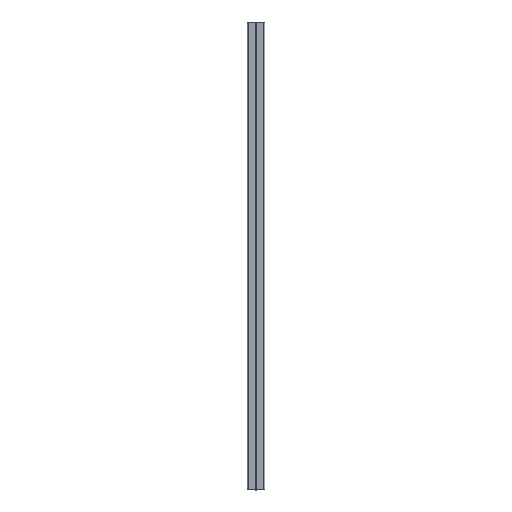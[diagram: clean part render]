
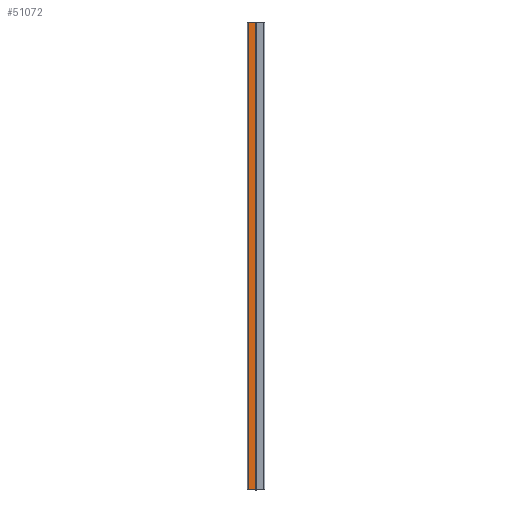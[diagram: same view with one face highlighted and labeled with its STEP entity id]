
A CAD part, left-side view. The second image highlights one B-rep face of the part: STEP entity #51072.
In plain terms, the highlighted planar face has unit normal (-1, 0, 0).
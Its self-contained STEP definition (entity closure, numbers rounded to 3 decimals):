
#44 = EDGE_CURVE ( 'NONE', #28390, #50896, #12851, .T. ) ;
#1197 = VECTOR ( 'NONE', #46703, 1000. ) ;
#1672 = VECTOR ( 'NONE', #19009, 1000. ) ;
#2002 = VERTEX_POINT ( 'NONE', #40457 ) ;
#5062 = ORIENTED_EDGE ( 'NONE', *, *, #54695, .F. ) ;
#6082 = LINE ( 'NONE', #30804, #42480 ) ;
#7194 = DIRECTION ( 'NONE',  ( 0., 0., -1. ) ) ;
#9907 = CARTESIAN_POINT ( 'NONE',  ( -20.5, 2.25, 0. ) ) ;
#11881 = VECTOR ( 'NONE', #33618, 1000. ) ;
#12851 = LINE ( 'NONE', #16017, #1197 ) ;
#14209 = EDGE_CURVE ( 'NONE', #2002, #28390, #56471, .T. ) ;
#16017 = CARTESIAN_POINT ( 'NONE',  ( -20.5, 0., 0. ) ) ;
#16205 = CARTESIAN_POINT ( 'NONE',  ( -20.5, 0., -550. ) ) ;
#16294 = AXIS2_PLACEMENT_3D ( 'NONE', #16205, #29244, #7194 ) ;
#17152 = ORIENTED_EDGE ( 'NONE', *, *, #44, .T. ) ;
#19009 = DIRECTION ( 'NONE',  ( 0., 1., 0. ) ) ;
#21670 = EDGE_LOOP ( 'NONE', ( #17152, #30267, #5062, #46410 ) ) ;
#24896 = EDGE_CURVE ( 'NONE', #52384, #50896, #6082, .T. ) ;
#27240 = CARTESIAN_POINT ( 'NONE',  ( -20.5, 0., -1100. ) ) ;
#28390 = VERTEX_POINT ( 'NONE', #9907 ) ;
#29244 = DIRECTION ( 'NONE',  ( 1., 0., 0. ) ) ;
#30267 = ORIENTED_EDGE ( 'NONE', *, *, #24896, .F. ) ;
#30804 = CARTESIAN_POINT ( 'NONE',  ( -20.5, 18.75, -550. ) ) ;
#33618 = DIRECTION ( 'NONE',  ( 0., 0., 1. ) ) ;
#38241 = CARTESIAN_POINT ( 'NONE',  ( -20.5, 2.25, -550. ) ) ;
#40457 = CARTESIAN_POINT ( 'NONE',  ( -20.5, 2.25, -1100. ) ) ;
#42480 = VECTOR ( 'NONE', #53228, 1000. ) ;
#43854 = CARTESIAN_POINT ( 'NONE',  ( -20.5, 18.75, 0. ) ) ;
#46322 = CARTESIAN_POINT ( 'NONE',  ( -20.5, 18.75, -1100. ) ) ;
#46410 = ORIENTED_EDGE ( 'NONE', *, *, #14209, .T. ) ;
#46703 = DIRECTION ( 'NONE',  ( 0., 1., 0. ) ) ;
#47083 = PLANE ( 'NONE',  #16294 ) ;
#49557 = FACE_OUTER_BOUND ( 'NONE', #21670, .T. ) ;
#50896 = VERTEX_POINT ( 'NONE', #43854 ) ;
#51072 = ADVANCED_FACE ( 'NONE', ( #49557 ), #47083, .F. ) ;
#51105 = LINE ( 'NONE', #27240, #1672 ) ;
#52384 = VERTEX_POINT ( 'NONE', #46322 ) ;
#53228 = DIRECTION ( 'NONE',  ( 0., 0., 1. ) ) ;
#54695 = EDGE_CURVE ( 'NONE', #2002, #52384, #51105, .T. ) ;
#56471 = LINE ( 'NONE', #38241, #11881 ) ;
